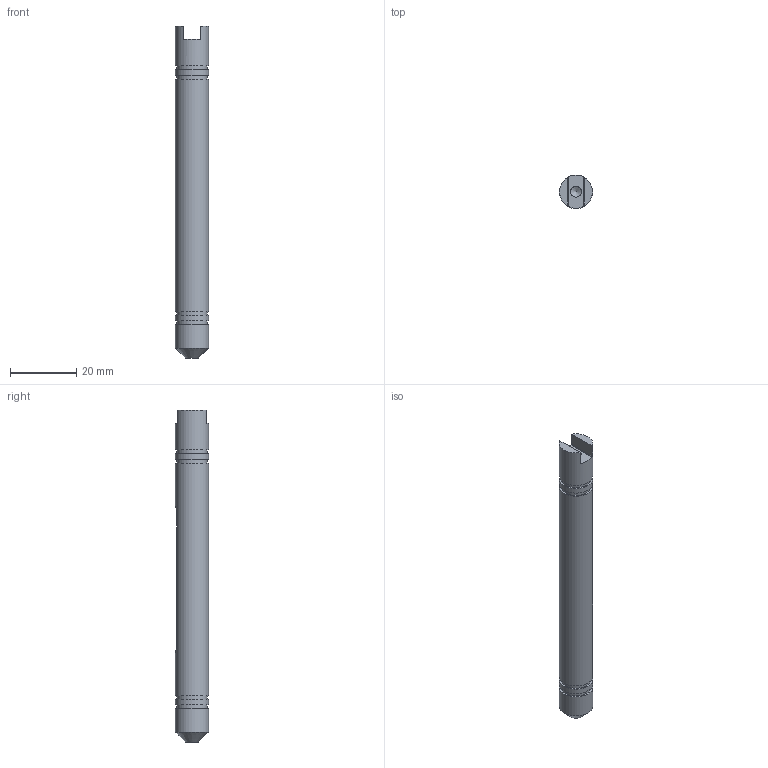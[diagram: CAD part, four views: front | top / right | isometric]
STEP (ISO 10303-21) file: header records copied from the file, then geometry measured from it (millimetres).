
FILE_DESCRIPTION(/* description */ (''),/* implementation_level */ '2;1');
FILE_NAME(/* name */ 'Aksel.stp',/* time_stamp */ '2025-04-21T18:01:22+02:00',/* author */ ('roone'),/* organization */ (''),/* preprocessor_version */ 'ST-DEVELOPER v20',/* originating_system */ 'Autodesk Inventor 2025',/* authorisation */ '');
FILE_SCHEMA (('AUTOMOTIVE_DESIGN { 1 0 10303 214 3 1 1 }'));
Length unit declared in the file: millimetre
Products named in the file (1): Aksel
Bounding box: 10 x 10 x 100 mm (x, y, z)
Volume: 7026 mm3; surface area: 3598.9 mm2
Topology: 1 solids, 1 shells, 37 faces, 73 edges, 47 vertices
Faces by surface type: plane 17, cylinder 16, cone 2, torus 2
Full cylindrical faces by diameter (mm): 3.3 x1, 9.1 x4, 10 x5
Entity records: 1060 total; most frequent: CARTESIAN_POINT 227, DIRECTION 176, ORIENTED_EDGE 144, EDGE_CURVE 72, AXIS2_PLACEMENT_3D 72, EDGE_LOOP 47, VERTEX_POINT 47, FACE_OUTER_BOUND 37
